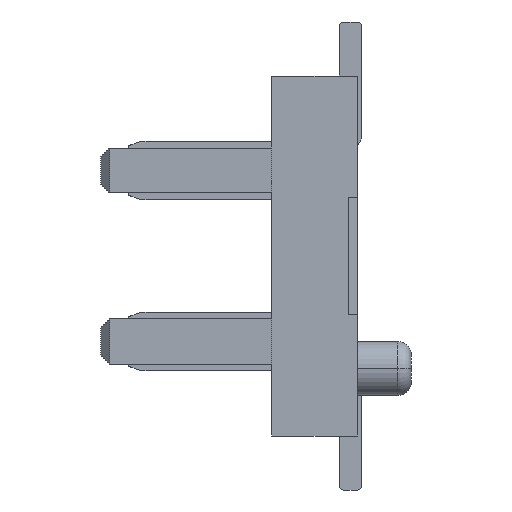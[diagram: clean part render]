
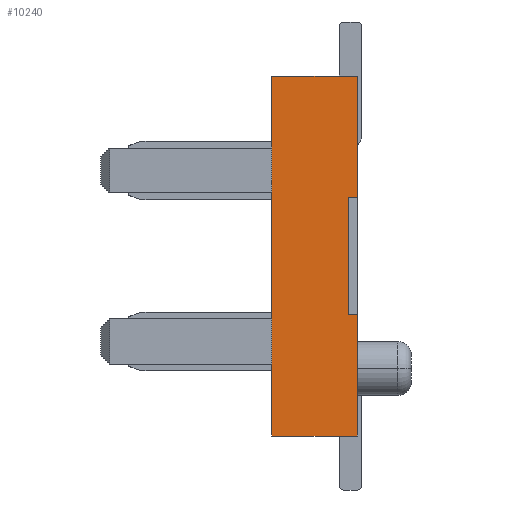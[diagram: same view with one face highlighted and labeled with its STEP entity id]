
A CAD part, left-side view. The second image highlights one B-rep face of the part: STEP entity #10240.
In plain terms, the highlighted planar face has unit normal (-1, 0, 0).
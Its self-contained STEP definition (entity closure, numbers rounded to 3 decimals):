
#1=DIRECTION('',(0.,0.,1.));
#2=VECTOR('',#1,4.);
#3=CARTESIAN_POINT('',(-4.95,0.95,-2.));
#4=LINE('',#3,#2);
#413=DIRECTION('',(0.,1.,0.));
#414=VECTOR('',#413,0.95);
#415=CARTESIAN_POINT('',(-4.95,0.,-2.));
#416=LINE('',#415,#414);
#4096=DIRECTION('',(0.,0.,-1.));
#4097=VECTOR('',#4096,1.35);
#4098=CARTESIAN_POINT('',(-4.95,0.,2.));
#4099=LINE('',#4098,#4097);
#4112=DIRECTION('',(0.,0.,-1.));
#4113=VECTOR('',#4112,1.35);
#4114=CARTESIAN_POINT('',(-4.95,0.,-0.65));
#4115=LINE('',#4114,#4113);
#4126=DIRECTION('',(0.,-1.,0.));
#4127=VECTOR('',#4126,0.1);
#4128=CARTESIAN_POINT('',(-4.95,0.1,0.65));
#4129=LINE('',#4128,#4127);
#4142=DIRECTION('',(0.,1.,0.));
#4143=VECTOR('',#4142,0.1);
#4144=CARTESIAN_POINT('',(-4.95,0.,-0.65));
#4145=LINE('',#4144,#4143);
#4154=DIRECTION('',(0.,0.,1.));
#4155=VECTOR('',#4154,1.3);
#4156=CARTESIAN_POINT('',(-4.95,0.1,-0.65));
#4157=LINE('',#4156,#4155);
#4322=DIRECTION('',(0.,-1.,0.));
#4323=VECTOR('',#4322,0.95);
#4324=CARTESIAN_POINT('',(-4.95,0.95,2.));
#4325=LINE('',#4324,#4323);
#8833=CARTESIAN_POINT('',(-4.95,0.95,-2.));
#8834=CARTESIAN_POINT('',(-4.95,0.95,2.));
#8835=VERTEX_POINT('',#8833);
#8836=VERTEX_POINT('',#8834);
#8837=CARTESIAN_POINT('',(-4.95,0.,-2.));
#8838=VERTEX_POINT('',#8837);
#8839=CARTESIAN_POINT('',(-4.95,0.,-0.65));
#8840=VERTEX_POINT('',#8839);
#8841=CARTESIAN_POINT('',(-4.95,0.1,-0.65));
#8842=VERTEX_POINT('',#8841);
#8843=CARTESIAN_POINT('',(-4.95,0.1,0.65));
#8844=VERTEX_POINT('',#8843);
#8845=CARTESIAN_POINT('',(-4.95,0.,0.65));
#8846=VERTEX_POINT('',#8845);
#8847=CARTESIAN_POINT('',(-4.95,0.,2.));
#8848=VERTEX_POINT('',#8847);
#10217=CARTESIAN_POINT('',(-4.95,0.475,0.));
#10218=DIRECTION('',(1.,0.,0.));
#10219=DIRECTION('',(0.,0.,-1.));
#10220=AXIS2_PLACEMENT_3D('',#10217,#10218,#10219);
#10221=PLANE('',#10220);
#10223=ORIENTED_EDGE('',*,*,#10222,.T.);
#10225=ORIENTED_EDGE('',*,*,#10224,.T.);
#10227=ORIENTED_EDGE('',*,*,#10226,.T.);
#10229=ORIENTED_EDGE('',*,*,#10228,.F.);
#10231=ORIENTED_EDGE('',*,*,#10230,.F.);
#10233=ORIENTED_EDGE('',*,*,#10232,.F.);
#10235=ORIENTED_EDGE('',*,*,#10234,.T.);
#10237=ORIENTED_EDGE('',*,*,#10236,.T.);
#10238=EDGE_LOOP('',(#10223,#10225,#10227,#10229,#10231,#10233,#10235,#10237));
#10239=FACE_OUTER_BOUND('',#10238,.F.);
#10222=EDGE_CURVE('',#8835,#8836,#4,.T.);
#10224=EDGE_CURVE('',#8836,#8848,#4325,.T.);
#10226=EDGE_CURVE('',#8848,#8846,#4099,.T.);
#10228=EDGE_CURVE('',#8844,#8846,#4129,.T.);
#10230=EDGE_CURVE('',#8842,#8844,#4157,.T.);
#10232=EDGE_CURVE('',#8840,#8842,#4145,.T.);
#10234=EDGE_CURVE('',#8840,#8838,#4115,.T.);
#10236=EDGE_CURVE('',#8838,#8835,#416,.T.);
#10240=ADVANCED_FACE('',(#10239),#10221,.F.);
